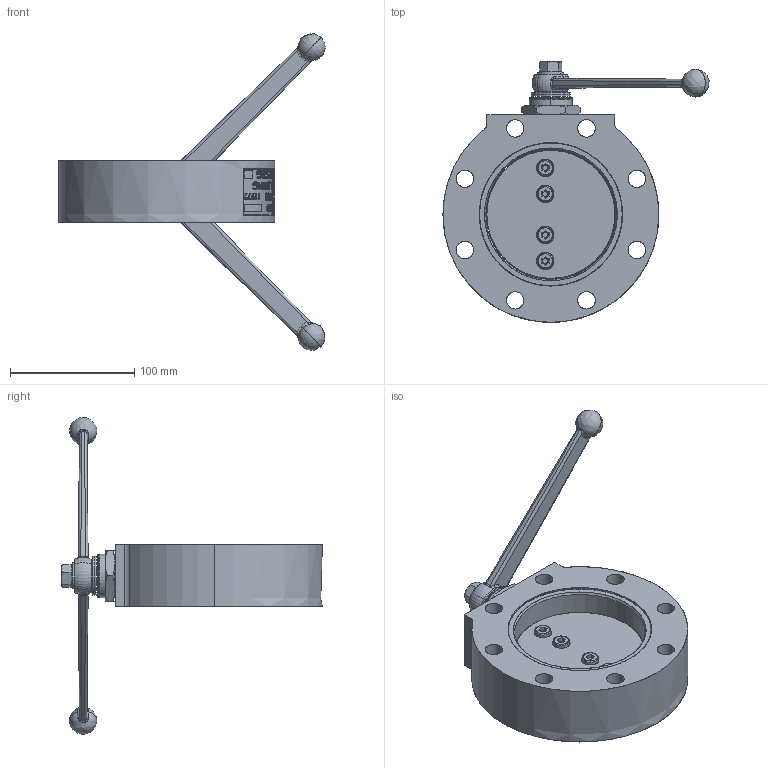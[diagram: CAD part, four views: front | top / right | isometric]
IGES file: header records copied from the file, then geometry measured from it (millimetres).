
Start section: SolidWorks IGES file using analytic representation for surfaces
Global section: file name: KLA10_11971.IGS; native system: SolidWorks 2010; preprocessor: SolidWorks 2010; author: LarsenR; date: 120924.083555; units: millimetre
Bounding box: 214.47 x 210.15 x 254.91 mm (x, y, z)
Surface area: 153199.5 mm2 (no closed solid volume)
Topology: 0 solids, 0 shells, 847 faces, 13228 edges, 13218 vertices
Faces by surface type: bspline 624, revolution 223
